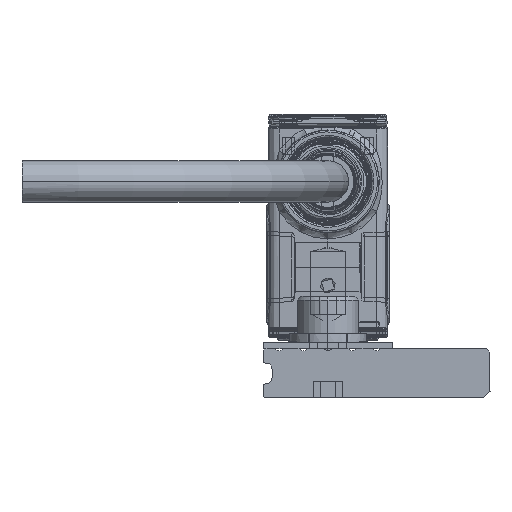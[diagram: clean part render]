
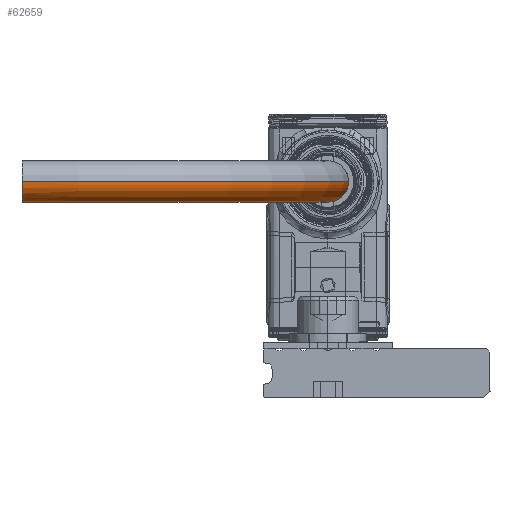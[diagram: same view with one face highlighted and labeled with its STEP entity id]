
A CAD part, left-side view. The second image highlights one B-rep face of the part: STEP entity #62659.
In plain terms, the highlighted toroidal (fillet/blend) face has major radius 50 mm and minor radius 3.4 mm.
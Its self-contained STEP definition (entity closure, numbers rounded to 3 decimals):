
#62113=AXIS2_PLACEMENT_3D('Circle Axis2P3D',#62111,#62112,$) ;
#62120=AXIS2_PLACEMENT_3D('Circle Axis2P3D',#62118,#62119,$) ;
#62587=AXIS2_PLACEMENT_3D('Torus Axis2P3D',#62584,#62585,#62586) ;
#62598=AXIS2_PLACEMENT_3D('Circle Axis2P3D',#62596,#62597,$) ;
#62642=AXIS2_PLACEMENT_3D('Circle Axis2P3D',#62640,#62641,$) ;
#62649=AXIS2_PLACEMENT_3D('Circle Axis2P3D',#62647,#62648,$) ;
#62108=CARTESIAN_POINT('Vertex',(-352.915,23.1,-8.492)) ;
#62111=CARTESIAN_POINT('Axis2P3D Location',(-352.915,26.5,-8.492)) ;
#62115=CARTESIAN_POINT('Vertex',(-352.915,23.516,-10.122)) ;
#62118=CARTESIAN_POINT('Axis2P3D Location',(-352.915,26.5,-8.492)) ;
#62122=CARTESIAN_POINT('Vertex',(-352.915,26.5,-11.892)) ;
#62584=CARTESIAN_POINT('Axis2P3D Location',(-352.915,76.5,-8.492)) ;
#62596=CARTESIAN_POINT('Axis2P3D Location',(-352.915,76.5,-11.892)) ;
#62600=CARTESIAN_POINT('Vertex',(-402.915,76.5,-11.892)) ;
#62640=CARTESIAN_POINT('Axis2P3D Location',(-352.915,76.5,-8.492)) ;
#62644=CARTESIAN_POINT('Vertex',(-406.315,76.5,-8.492)) ;
#62647=CARTESIAN_POINT('Axis2P3D Location',(-402.915,76.5,-8.492)) ;
#62112=DIRECTION('Axis2P3D Direction',(1.,0.,0.)) ;
#62119=DIRECTION('Axis2P3D Direction',(1.,0.,0.)) ;
#62585=DIRECTION('Axis2P3D Direction',(0.,0.,-1.)) ;
#62586=DIRECTION('Axis2P3D XDirection',(0.,-1.,0.)) ;
#62597=DIRECTION('Axis2P3D Direction',(0.,0.,-1.)) ;
#62641=DIRECTION('Axis2P3D Direction',(0.,0.,-1.)) ;
#62648=DIRECTION('Axis2P3D Direction',(0.,-1.,0.)) ;
#62653=ORIENTED_EDGE('',*,*,#62646,.T.) ;
#62654=ORIENTED_EDGE('',*,*,#62651,.T.) ;
#62655=ORIENTED_EDGE('',*,*,#62602,.F.) ;
#62656=ORIENTED_EDGE('',*,*,#62124,.F.) ;
#62657=ORIENTED_EDGE('',*,*,#62117,.F.) ;
#62659=ADVANCED_FACE('Brep With Voids',(#62658),#62588,.T.) ;
#62114=CIRCLE('generated circle',#62113,3.4) ;
#62121=CIRCLE('generated circle',#62120,3.4) ;
#62599=CIRCLE('generated circle',#62598,50.) ;
#62643=CIRCLE('generated circle',#62642,53.4) ;
#62650=CIRCLE('generated circle',#62649,3.4) ;
#62588=TOROIDAL_SURFACE('homeo Torus',#62587,50.,3.4) ;
#62117=EDGE_CURVE('',#62109,#62116,#62114,.T.) ;
#62124=EDGE_CURVE('',#62116,#62123,#62121,.T.) ;
#62602=EDGE_CURVE('',#62123,#62601,#62599,.T.) ;
#62646=EDGE_CURVE('',#62109,#62645,#62643,.T.) ;
#62651=EDGE_CURVE('',#62645,#62601,#62650,.T.) ;
#62652=EDGE_LOOP('',(#62653,#62654,#62655,#62656,#62657)) ;
#62658=FACE_OUTER_BOUND('',#62652,.T.) ;
#62109=VERTEX_POINT('',#62108) ;
#62116=VERTEX_POINT('',#62115) ;
#62123=VERTEX_POINT('',#62122) ;
#62601=VERTEX_POINT('',#62600) ;
#62645=VERTEX_POINT('',#62644) ;
